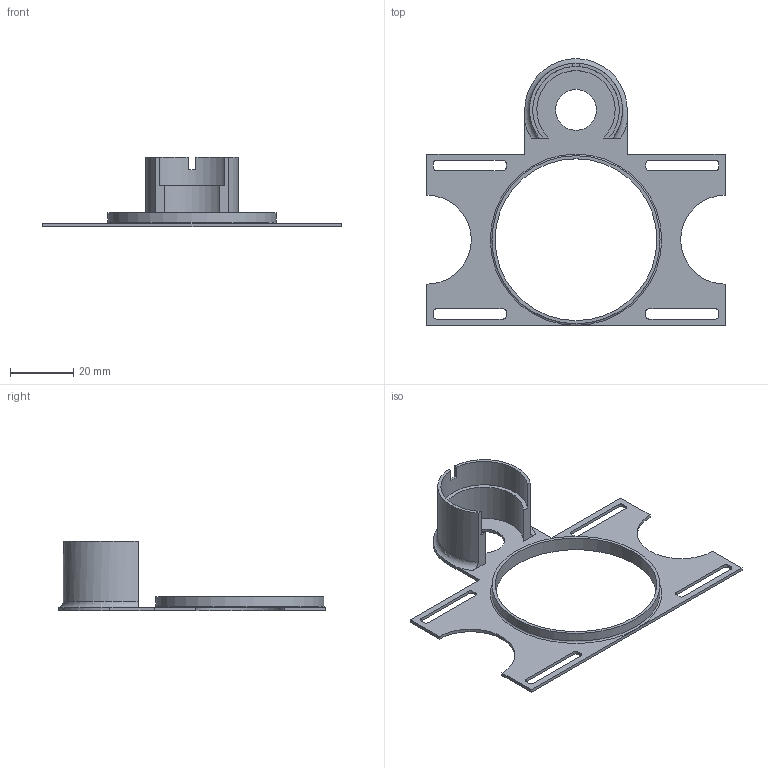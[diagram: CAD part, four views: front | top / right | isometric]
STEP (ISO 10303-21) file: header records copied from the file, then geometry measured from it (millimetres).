
FILE_DESCRIPTION(/* description */ (''),/* implementation_level */ '2;1');
FILE_NAME(/* name */ 'base v3.step',/* time_stamp */ '2022-12-10T13:09:05+01:00',/* author */ (''),/* organization */ (''),/* preprocessor_version */ 'ST-DEVELOPER v19.2',/* originating_system */ 'Autodesk Translation Framework v11.17.0.187',/* authorisation */ '');
FILE_SCHEMA (('AUTOMOTIVE_DESIGN { 1 0 10303 214 3 1 1 }'));
Length unit declared in the file: millimetre
Products named in the file (2): base; base_1
Assembly tree (1 placements, depth 2):
  base
    base_1
Bounding box: 94 x 84.09 x 22 mm (x, y, z)
Volume: 5768.3 mm3; surface area: 10270.7 mm2
Topology: 1 solids, 1 shells, 63 faces, 183 edges, 122 vertices
Faces by surface type: plane 36, cylinder 25, torus 2
Full cylindrical faces by diameter (mm): 12.867 x1, 51 x1, 53 x1
Entity records: 2194 total; most frequent: CARTESIAN_POINT 399, DIRECTION 371, ORIENTED_EDGE 366, EDGE_CURVE 183, AXIS2_PLACEMENT_3D 126, VERTEX_POINT 122, LINE 119, VECTOR 119
